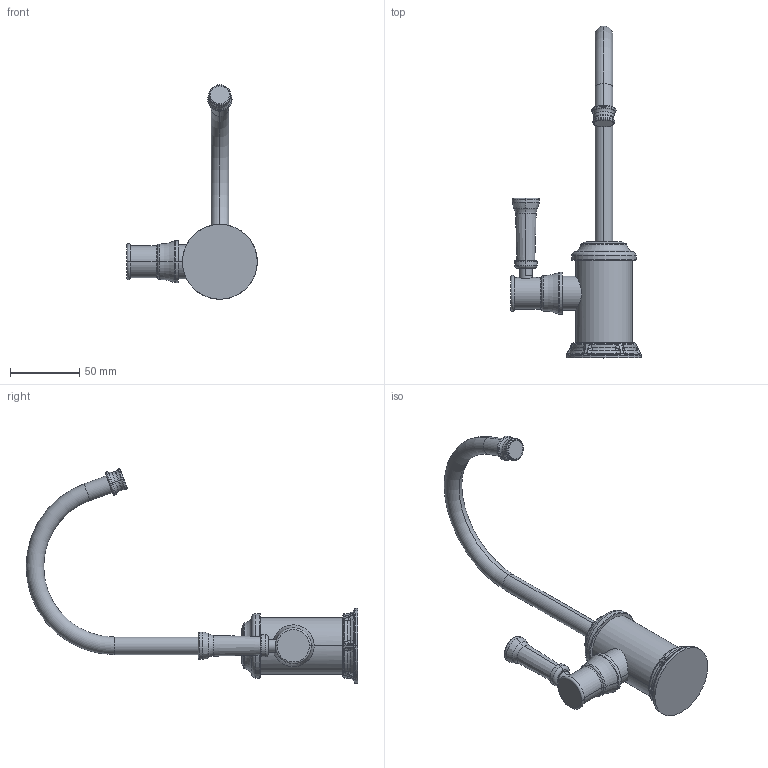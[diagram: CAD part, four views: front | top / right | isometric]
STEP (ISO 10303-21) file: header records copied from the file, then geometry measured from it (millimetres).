
FILE_DESCRIPTION((''),'2;1');
FILE_NAME('3210-5613','2021-04-22T12:19:47',('jinson.thomas'),(''),'CREO PARAMETRIC BY PTC INC, 2018400','CREO PARAMETRIC BY PTC INC, 2018400','');
FILE_SCHEMA(('CONFIG_CONTROL_DESIGN'));
Length unit declared in the file: inch
Products named in the file (1): 3210-5613
Bounding box: 94.17 x 239.4 x 154.71 mm (x, y, z)
Volume: 184954 mm3; surface area: 34630.1 mm2
Topology: 1 solids, 1 shells, 264 faces, 574 edges, 322 vertices
Faces by surface type: bspline 112, torus 88, cylinder 32, plane 20, cone 10, revolution 2
Entity records: 13335 total; most frequent: CARTESIAN_POINT 8173, ORIENTED_EDGE 1148, DIRECTION 1008, EDGE_CURVE 574, AXIS2_PLACEMENT_3D 486, CIRCLE 336, VERTEX_POINT 322, EDGE_LOOP 274
